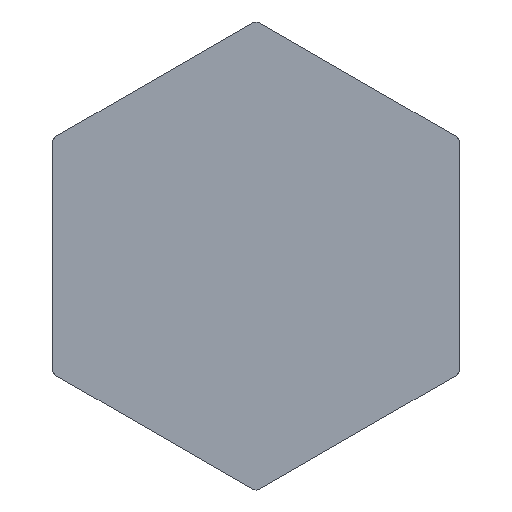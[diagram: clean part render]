
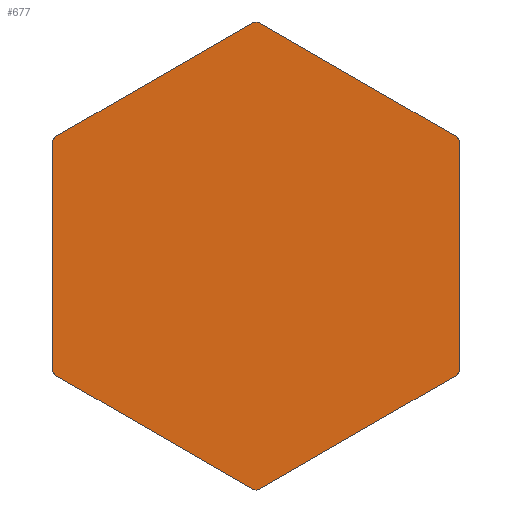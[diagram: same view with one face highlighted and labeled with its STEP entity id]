
A CAD part, front view. The second image highlights one B-rep face of the part: STEP entity #677.
In plain terms, the highlighted planar face has unit normal (0, -1, 0).
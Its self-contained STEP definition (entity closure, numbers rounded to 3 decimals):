
#10 = LINE ( 'NONE', #1869, #2101 ) ;
#18 = CARTESIAN_POINT ( 'NONE',  ( -14.75, 0., 8.805 ) ) ;
#52 = ORIENTED_EDGE ( 'NONE', *, *, #1980, .T. ) ;
#68 = CARTESIAN_POINT ( 'NONE',  ( 0., 0., 16.743 ) ) ;
#72 = EDGE_CURVE ( 'NONE', #1233, #1186, #2299, .T. ) ;
#93 = CARTESIAN_POINT ( 'NONE',  ( -15., 0., 8.372 ) ) ;
#183 = VECTOR ( 'NONE', #471, 1000. ) ;
#191 = ORIENTED_EDGE ( 'NONE', *, *, #1171, .T. ) ;
#206 = DIRECTION ( 'NONE',  ( 0., 0., 1. ) ) ;
#226 = VERTEX_POINT ( 'NONE', #1305 ) ;
#274 = CARTESIAN_POINT ( 'NONE',  ( -0.25, 0., -17.176 ) ) ;
#282 = CIRCLE ( 'NONE', #564, 0.5 ) ;
#289 = LINE ( 'NONE', #1044, #1806 ) ;
#379 = DIRECTION ( 'NONE',  ( 0., 0., 1. ) ) ;
#389 = DIRECTION ( 'NONE',  ( 0., -1., 0. ) ) ;
#397 = CARTESIAN_POINT ( 'NONE',  ( -14.5, 0., 8.372 ) ) ;
#407 = AXIS2_PLACEMENT_3D ( 'NONE', #432, #1772, #654 ) ;
#432 = CARTESIAN_POINT ( 'NONE',  ( 14.5, 0., 8.372 ) ) ;
#445 = VERTEX_POINT ( 'NONE', #274 ) ;
#456 = CARTESIAN_POINT ( 'NONE',  ( 0., 0., -17.321 ) ) ;
#471 = DIRECTION ( 'NONE',  ( -0.866, 0., -0.5 ) ) ;
#513 = VERTEX_POINT ( 'NONE', #548 ) ;
#519 = EDGE_CURVE ( 'NONE', #2238, #905, #289, .T. ) ;
#525 = CARTESIAN_POINT ( 'NONE',  ( 15., 0., -8.372 ) ) ;
#548 = CARTESIAN_POINT ( 'NONE',  ( -14.75, 0., -8.805 ) ) ;
#558 = ORIENTED_EDGE ( 'NONE', *, *, #1604, .T. ) ;
#564 = AXIS2_PLACEMENT_3D ( 'NONE', #2293, #1918, #1905 ) ;
#565 = CARTESIAN_POINT ( 'NONE',  ( 0., 0., -17.243 ) ) ;
#566 = CARTESIAN_POINT ( 'NONE',  ( -14.5, 0., -8.372 ) ) ;
#587 = CARTESIAN_POINT ( 'NONE',  ( 15., 0., 8.66 ) ) ;
#604 = ORIENTED_EDGE ( 'NONE', *, *, #2394, .F. ) ;
#612 = EDGE_CURVE ( 'NONE', #226, #905, #1728, .T. ) ;
#631 = LINE ( 'NONE', #456, #2154 ) ;
#654 = DIRECTION ( 'NONE',  ( 0., 0., 1. ) ) ;
#677 = ADVANCED_FACE ( 'NONE', ( #2078 ), #1304, .F. ) ;
#679 = CARTESIAN_POINT ( 'NONE',  ( -0.25, 0., 17.176 ) ) ;
#696 = ORIENTED_EDGE ( 'NONE', *, *, #519, .F. ) ;
#801 = DIRECTION ( 'NONE',  ( 0., -1., 0. ) ) ;
#826 = DIRECTION ( 'NONE',  ( -0.866, 0., 0.5 ) ) ;
#869 = DIRECTION ( 'NONE',  ( 0., 0., 1. ) ) ;
#905 = VERTEX_POINT ( 'NONE', #679 ) ;
#950 = AXIS2_PLACEMENT_3D ( 'NONE', #68, #2150, #1946 ) ;
#953 = DIRECTION ( 'NONE',  ( 0., 1., 0. ) ) ;
#973 = DIRECTION ( 'NONE',  ( 0., -1., 0. ) ) ;
#985 = DIRECTION ( 'NONE',  ( 0.866, 0., -0.5 ) ) ;
#1007 = LINE ( 'NONE', #1739, #2128 ) ;
#1044 = CARTESIAN_POINT ( 'NONE',  ( -15., 0., 8.66 ) ) ;
#1125 = ORIENTED_EDGE ( 'NONE', *, *, #1261, .F. ) ;
#1171 = EDGE_CURVE ( 'NONE', #445, #1233, #282, .T. ) ;
#1180 = ORIENTED_EDGE ( 'NONE', *, *, #2179, .F. ) ;
#1186 = VERTEX_POINT ( 'NONE', #2455 ) ;
#1194 = CIRCLE ( 'NONE', #407, 0.5 ) ;
#1196 = ORIENTED_EDGE ( 'NONE', *, *, #2243, .T. ) ;
#1233 = VERTEX_POINT ( 'NONE', #565 ) ;
#1246 = CARTESIAN_POINT ( 'NONE',  ( 14.75, 0., 8.805 ) ) ;
#1261 = EDGE_CURVE ( 'NONE', #226, #1846, #10, .T. ) ;
#1297 = DIRECTION ( 'NONE',  ( 0., -1., 0. ) ) ;
#1301 = DIRECTION ( 'NONE',  ( 0.866, 0., 0.5 ) ) ;
#1304 = PLANE ( 'NONE',  #1375 ) ;
#1305 = CARTESIAN_POINT ( 'NONE',  ( 0.25, 0., 17.176 ) ) ;
#1320 = ORIENTED_EDGE ( 'NONE', *, *, #1561, .F. ) ;
#1325 = LINE ( 'NONE', #587, #1467 ) ;
#1347 = EDGE_CURVE ( 'NONE', #2318, #2193, #1007, .T. ) ;
#1365 = CARTESIAN_POINT ( 'NONE',  ( 14.75, 0., -8.805 ) ) ;
#1375 = AXIS2_PLACEMENT_3D ( 'NONE', #2066, #953, #869 ) ;
#1419 = VERTEX_POINT ( 'NONE', #525 ) ;
#1422 = LINE ( 'NONE', #1449, #183 ) ;
#1449 = CARTESIAN_POINT ( 'NONE',  ( 15., 0., -8.66 ) ) ;
#1467 = VECTOR ( 'NONE', #2283, 1000. ) ;
#1472 = ORIENTED_EDGE ( 'NONE', *, *, #2381, .T. ) ;
#1518 = AXIS2_PLACEMENT_3D ( 'NONE', #1530, #389, #379 ) ;
#1530 = CARTESIAN_POINT ( 'NONE',  ( 14.5, 0., -8.372 ) ) ;
#1555 = DIRECTION ( 'NONE',  ( 0., 0., 1. ) ) ;
#1561 = EDGE_CURVE ( 'NONE', #2251, #1419, #1325, .T. ) ;
#1586 = ORIENTED_EDGE ( 'NONE', *, *, #612, .T. ) ;
#1604 = EDGE_CURVE ( 'NONE', #2318, #513, #2027, .T. ) ;
#1644 = ORIENTED_EDGE ( 'NONE', *, *, #1347, .F. ) ;
#1647 = AXIS2_PLACEMENT_3D ( 'NONE', #2239, #1297, #2402 ) ;
#1719 = EDGE_LOOP ( 'NONE', ( #1320, #1472, #1125, #1586, #696, #52, #1644, #558, #604, #191, #2004, #1180, #1196 ) ) ;
#1722 = CARTESIAN_POINT ( 'NONE',  ( -15., 0., -8.372 ) ) ;
#1728 = CIRCLE ( 'NONE', #950, 0.5 ) ;
#1739 = CARTESIAN_POINT ( 'NONE',  ( -15., 0., -8.66 ) ) ;
#1772 = DIRECTION ( 'NONE',  ( 0., -1., 0. ) ) ;
#1806 = VECTOR ( 'NONE', #1301, 1000. ) ;
#1846 = VERTEX_POINT ( 'NONE', #1246 ) ;
#1869 = CARTESIAN_POINT ( 'NONE',  ( 0., 0., 17.321 ) ) ;
#1877 = AXIS2_PLACEMENT_3D ( 'NONE', #397, #801, #206 ) ;
#1905 = DIRECTION ( 'NONE',  ( 0., 0., 1. ) ) ;
#1915 = CARTESIAN_POINT ( 'NONE',  ( 15., 0., 8.372 ) ) ;
#1918 = DIRECTION ( 'NONE',  ( 0., -1., 0. ) ) ;
#1946 = DIRECTION ( 'NONE',  ( 0., 0., 1. ) ) ;
#1980 = EDGE_CURVE ( 'NONE', #2238, #2193, #2116, .T. ) ;
#2004 = ORIENTED_EDGE ( 'NONE', *, *, #72, .T. ) ;
#2027 = CIRCLE ( 'NONE', #2147, 0.5 ) ;
#2066 = CARTESIAN_POINT ( 'NONE',  ( 0., 0., 0. ) ) ;
#2078 = FACE_OUTER_BOUND ( 'NONE', #1719, .T. ) ;
#2101 = VECTOR ( 'NONE', #985, 1000. ) ;
#2116 = CIRCLE ( 'NONE', #1877, 0.5 ) ;
#2128 = VECTOR ( 'NONE', #1555, 1000. ) ;
#2147 = AXIS2_PLACEMENT_3D ( 'NONE', #566, #973, #2294 ) ;
#2150 = DIRECTION ( 'NONE',  ( 0., -1., 0. ) ) ;
#2154 = VECTOR ( 'NONE', #826, 1000. ) ;
#2179 = EDGE_CURVE ( 'NONE', #2404, #1186, #1422, .T. ) ;
#2193 = VERTEX_POINT ( 'NONE', #93 ) ;
#2238 = VERTEX_POINT ( 'NONE', #18 ) ;
#2239 = CARTESIAN_POINT ( 'NONE',  ( 0., 0., -16.743 ) ) ;
#2243 = EDGE_CURVE ( 'NONE', #2404, #1419, #2286, .T. ) ;
#2251 = VERTEX_POINT ( 'NONE', #1915 ) ;
#2283 = DIRECTION ( 'NONE',  ( 0., 0., -1. ) ) ;
#2286 = CIRCLE ( 'NONE', #1518, 0.5 ) ;
#2293 = CARTESIAN_POINT ( 'NONE',  ( 0., 0., -16.743 ) ) ;
#2294 = DIRECTION ( 'NONE',  ( 0., 0., 1. ) ) ;
#2299 = CIRCLE ( 'NONE', #1647, 0.5 ) ;
#2318 = VERTEX_POINT ( 'NONE', #1722 ) ;
#2381 = EDGE_CURVE ( 'NONE', #2251, #1846, #1194, .T. ) ;
#2394 = EDGE_CURVE ( 'NONE', #445, #513, #631, .T. ) ;
#2402 = DIRECTION ( 'NONE',  ( 0., 0., 1. ) ) ;
#2404 = VERTEX_POINT ( 'NONE', #1365 ) ;
#2455 = CARTESIAN_POINT ( 'NONE',  ( 0.25, 0., -17.176 ) ) ;
